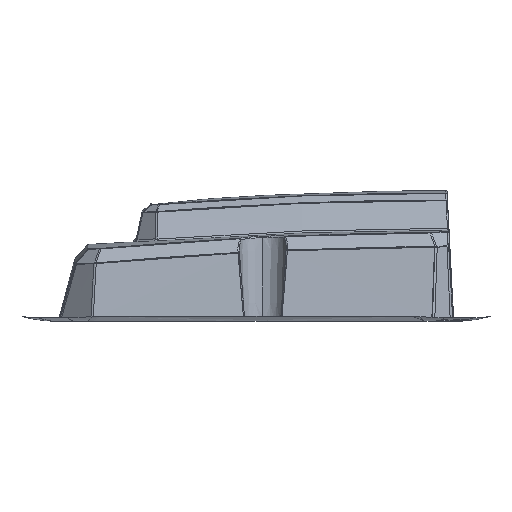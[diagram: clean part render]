
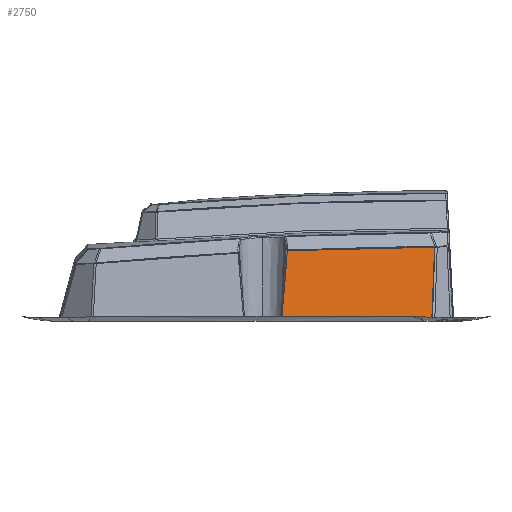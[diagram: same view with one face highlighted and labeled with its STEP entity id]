
A CAD part, left-side view. The second image highlights one B-rep face of the part: STEP entity #2750.
In plain terms, the highlighted free-form (B-spline) face has degree [5, 1] with [6, 2] control points.
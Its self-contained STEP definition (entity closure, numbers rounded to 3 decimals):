
#2188=CARTESIAN_POINT('Vertex',(-28.941,-26.266,2.353)) ;
#2442=CARTESIAN_POINT('Vertex',(-28.942,-25.54,2.35)) ;
#2446=CARTESIAN_POINT('Control Point',(-28.942,-25.54,2.35)) ;
#2447=CARTESIAN_POINT('Control Point',(-28.942,-25.553,2.35)) ;
#2448=CARTESIAN_POINT('Control Point',(-28.942,-25.566,2.35)) ;
#2449=CARTESIAN_POINT('Control Point',(-28.942,-25.578,2.35)) ;
#2450=CARTESIAN_POINT('Control Point',(-28.942,-25.614,2.35)) ;
#2451=CARTESIAN_POINT('Control Point',(-28.942,-25.647,2.35)) ;
#2452=CARTESIAN_POINT('Control Point',(-28.942,-25.668,2.35)) ;
#2453=CARTESIAN_POINT('Control Point',(-28.942,-25.727,2.35)) ;
#2454=CARTESIAN_POINT('Control Point',(-28.942,-25.78,2.35)) ;
#2455=CARTESIAN_POINT('Control Point',(-28.942,-25.81,2.35)) ;
#2456=CARTESIAN_POINT('Control Point',(-28.941,-25.9,2.35)) ;
#2457=CARTESIAN_POINT('Control Point',(-28.941,-25.976,2.35)) ;
#2458=CARTESIAN_POINT('Control Point',(-28.941,-26.019,2.351)) ;
#2459=CARTESIAN_POINT('Control Point',(-28.941,-26.076,2.351)) ;
#2460=CARTESIAN_POINT('Control Point',(-28.941,-26.127,2.351)) ;
#2461=CARTESIAN_POINT('Control Point',(-28.941,-26.144,2.352)) ;
#2462=CARTESIAN_POINT('Control Point',(-28.941,-26.179,2.352)) ;
#2463=CARTESIAN_POINT('Control Point',(-28.941,-26.213,2.352)) ;
#2464=CARTESIAN_POINT('Control Point',(-28.941,-26.23,2.352)) ;
#2465=CARTESIAN_POINT('Control Point',(-28.941,-26.248,2.353)) ;
#2466=CARTESIAN_POINT('Control Point',(-28.941,-26.266,2.353)) ;
#2667=CARTESIAN_POINT('Vertex',(-28.939,-3.855,2.346)) ;
#2671=CARTESIAN_POINT('Control Point',(-28.939,-3.855,2.346)) ;
#2672=CARTESIAN_POINT('Control Point',(-28.939,-5.315,2.346)) ;
#2673=CARTESIAN_POINT('Control Point',(-28.94,-6.775,2.347)) ;
#2674=CARTESIAN_POINT('Control Point',(-28.94,-8.237,2.347)) ;
#2675=CARTESIAN_POINT('Control Point',(-28.94,-10.994,2.348)) ;
#2676=CARTESIAN_POINT('Control Point',(-28.941,-13.714,2.349)) ;
#2677=CARTESIAN_POINT('Control Point',(-28.941,-14.973,2.349)) ;
#2678=CARTESIAN_POINT('Control Point',(-28.941,-17.387,2.349)) ;
#2679=CARTESIAN_POINT('Control Point',(-28.941,-19.705,2.349)) ;
#2680=CARTESIAN_POINT('Control Point',(-28.941,-20.787,2.349)) ;
#2681=CARTESIAN_POINT('Control Point',(-28.941,-22.528,2.35)) ;
#2682=CARTESIAN_POINT('Control Point',(-28.941,-24.067,2.35)) ;
#2683=CARTESIAN_POINT('Control Point',(-28.942,-24.634,2.35)) ;
#2684=CARTESIAN_POINT('Control Point',(-28.942,-25.138,2.35)) ;
#2685=CARTESIAN_POINT('Control Point',(-28.942,-25.54,2.35)) ;
#2695=CARTESIAN_POINT('Control Point',(-29.,24.55,1.915)) ;
#2696=CARTESIAN_POINT('Control Point',(-27.5,24.074,10.603)) ;
#2697=CARTESIAN_POINT('Control Point',(-29.,13.857,1.915)) ;
#2698=CARTESIAN_POINT('Control Point',(-27.5,15.939,11.355)) ;
#2699=CARTESIAN_POINT('Control Point',(-29.,5.525,1.915)) ;
#2700=CARTESIAN_POINT('Control Point',(-27.5,5.051,12.218)) ;
#2701=CARTESIAN_POINT('Control Point',(-29.,-8.191,1.915)) ;
#2702=CARTESIAN_POINT('Control Point',(-27.5,-6.42,12.795)) ;
#2703=CARTESIAN_POINT('Control Point',(-29.,-16.28,1.915)) ;
#2704=CARTESIAN_POINT('Control Point',(-27.5,-17.642,13.026)) ;
#2705=CARTESIAN_POINT('Control Point',(-29.,-26.25,1.915)) ;
#2706=CARTESIAN_POINT('Control Point',(-27.5,-26.68,13.07)) ;
#2708=CARTESIAN_POINT('Control Point',(-27.509,-4.683,12.483)) ;
#2709=CARTESIAN_POINT('Control Point',(-27.867,-4.564,9.938)) ;
#2710=CARTESIAN_POINT('Control Point',(-28.225,-4.395,7.396)) ;
#2711=CARTESIAN_POINT('Control Point',(-28.582,-4.175,4.86)) ;
#2712=CARTESIAN_POINT('Control Point',(-28.939,-3.855,2.346)) ;
#2713=CARTESIAN_POINT('Vertex',(-27.509,-4.683,12.483)) ;
#2717=CARTESIAN_POINT('Control Point',(-27.509,-4.683,12.483)) ;
#2718=CARTESIAN_POINT('Control Point',(-27.509,-7.64,12.609)) ;
#2719=CARTESIAN_POINT('Control Point',(-27.509,-10.594,12.717)) ;
#2720=CARTESIAN_POINT('Control Point',(-27.509,-13.527,12.804)) ;
#2721=CARTESIAN_POINT('Control Point',(-27.509,-17.169,12.891)) ;
#2722=CARTESIAN_POINT('Control Point',(-27.509,-20.828,12.949)) ;
#2723=CARTESIAN_POINT('Control Point',(-27.509,-21.558,12.96)) ;
#2724=CARTESIAN_POINT('Control Point',(-27.509,-22.814,12.976)) ;
#2725=CARTESIAN_POINT('Control Point',(-27.509,-24.072,12.988)) ;
#2726=CARTESIAN_POINT('Control Point',(-27.509,-24.599,12.993)) ;
#2727=CARTESIAN_POINT('Control Point',(-27.509,-25.33,12.999)) ;
#2728=CARTESIAN_POINT('Control Point',(-27.509,-26.06,13.003)) ;
#2729=CARTESIAN_POINT('Control Point',(-27.509,-26.266,13.005)) ;
#2730=CARTESIAN_POINT('Control Point',(-27.509,-26.472,13.006)) ;
#2731=CARTESIAN_POINT('Control Point',(-27.509,-26.677,13.007)) ;
#2732=CARTESIAN_POINT('Vertex',(-27.509,-26.677,13.007)) ;
#2736=CARTESIAN_POINT('Control Point',(-28.941,-26.266,2.353)) ;
#2737=CARTESIAN_POINT('Control Point',(-28.655,-26.349,4.484)) ;
#2738=CARTESIAN_POINT('Control Point',(-28.368,-26.431,6.614)) ;
#2739=CARTESIAN_POINT('Control Point',(-28.082,-26.513,8.745)) ;
#2740=CARTESIAN_POINT('Control Point',(-27.795,-26.595,10.876)) ;
#2741=CARTESIAN_POINT('Control Point',(-27.509,-26.677,13.007)) ;
#2744=ORIENTED_EDGE('',*,*,#2467,.T.) ;
#2745=ORIENTED_EDGE('',*,*,#2686,.T.) ;
#2746=ORIENTED_EDGE('',*,*,#2715,.F.) ;
#2747=ORIENTED_EDGE('',*,*,#2734,.F.) ;
#2748=ORIENTED_EDGE('',*,*,#2742,.F.) ;
#2750=ADVANCED_FACE('Surface.7',(#2749),#2694,.F.) ;
#2445=B_SPLINE_CURVE_WITH_KNOTS('',5,(#2446,#2447,#2448,#2449,#2450,#2451,#2452,#2453,#2454,#2455,#2456,#2457,#2458,#2459,#2460,#2461,#2462,#2463,#2464,#2465,#2466),.UNSPECIFIED.,.F.,.U.,(6,3,3,3,3,3,6),(3.125,3.289,3.578,4.161,5.288,5.853,6.418),.UNSPECIFIED.) ;
#2670=B_SPLINE_CURVE_WITH_KNOTS('',5,(#2671,#2672,#2673,#2674,#2675,#2676,#2677,#2678,#2679,#2680,#2681,#2682,#2683,#2684,#2685),.UNSPECIFIED.,.F.,.U.,(6,3,3,3,6),(49.164,58.326,66.451,74.043,78.98),.UNSPECIFIED.) ;
#2707=B_SPLINE_CURVE_WITH_KNOTS('',4,(#2708,#2709,#2710,#2711,#2712),.UNSPECIFIED.,.F.,.U.,(5,5),(6.11,19.43),.UNSPECIFIED.) ;
#2716=B_SPLINE_CURVE_WITH_KNOTS('',5,(#2717,#2718,#2719,#2720,#2721,#2722,#2723,#2724,#2725,#2726,#2727,#2728,#2729,#2730,#2731),.UNSPECIFIED.,.F.,.U.,(6,3,3,3,6),(8.287,28.025,32.938,36.474,37.851),.UNSPECIFIED.) ;
#2735=B_SPLINE_CURVE_WITH_KNOTS('',5,(#2736,#2737,#2738,#2739,#2740,#2741),.UNSPECIFIED.,.F.,.U.,(6,6),(0.347,8.802),.UNSPECIFIED.) ;
#2694=B_SPLINE_SURFACE_WITH_KNOTS('',5,1,((#2695,#2696),(#2697,#2698),(#2699,#2700),(#2701,#2702),(#2703,#2704),(#2705,#2706)),.UNSPECIFIED.,.F.,.F.,.U.,(6,6),(2,2),(0.,47.575),(0.,8.853),.UNSPECIFIED.) ;
#2467=EDGE_CURVE('',#2189,#2443,#2445,.F.) ;
#2686=EDGE_CURVE('',#2443,#2668,#2670,.F.) ;
#2715=EDGE_CURVE('',#2714,#2668,#2707,.T.) ;
#2734=EDGE_CURVE('',#2733,#2714,#2716,.F.) ;
#2742=EDGE_CURVE('',#2189,#2733,#2735,.T.) ;
#2743=EDGE_LOOP('',(#2744,#2745,#2746,#2747,#2748)) ;
#2749=FACE_OUTER_BOUND('',#2743,.T.) ;
#2189=VERTEX_POINT('',#2188) ;
#2443=VERTEX_POINT('',#2442) ;
#2668=VERTEX_POINT('',#2667) ;
#2714=VERTEX_POINT('',#2713) ;
#2733=VERTEX_POINT('',#2732) ;
